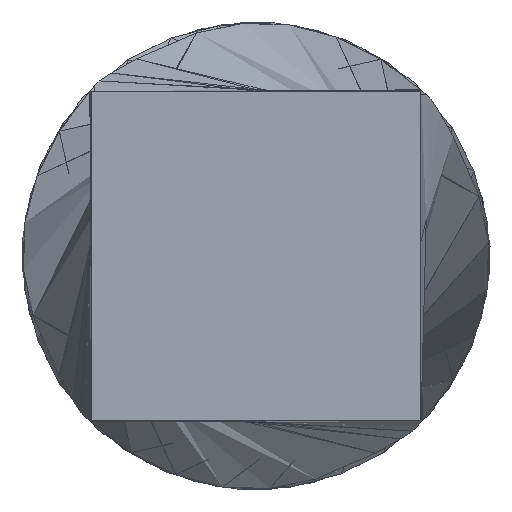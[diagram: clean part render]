
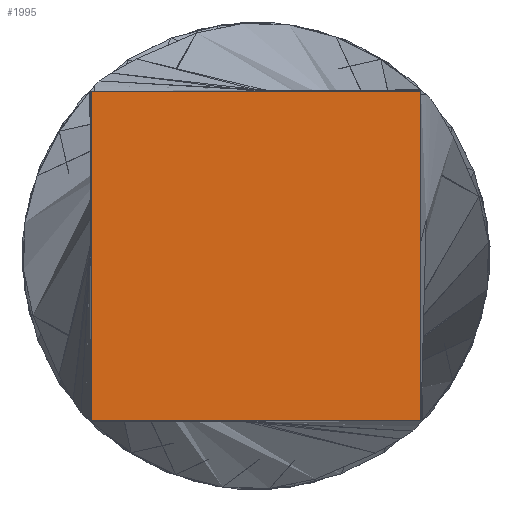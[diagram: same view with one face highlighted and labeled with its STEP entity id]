
A CAD part, front view. The second image highlights one B-rep face of the part: STEP entity #1995.
In plain terms, the highlighted planar face has unit normal (0, -1, 0).
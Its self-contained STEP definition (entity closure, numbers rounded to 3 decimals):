
#107 = EDGE_CURVE ( 'NONE', #1691, #801, #4038, .T. ) ;
#426 = CARTESIAN_POINT ( 'NONE',  ( 6., 0., -6. ) ) ;
#456 = CARTESIAN_POINT ( 'NONE',  ( 6., 0., -6. ) ) ;
#801 = VERTEX_POINT ( 'NONE', #3858 ) ;
#984 = VECTOR ( 'NONE', #9724, 1000. ) ;
#1041 = DIRECTION ( 'NONE',  ( 0., 1., 0. ) ) ;
#1148 = ORIENTED_EDGE ( 'NONE', *, *, #4895, .T. ) ;
#1494 = VECTOR ( 'NONE', #4387, 1000. ) ;
#1691 = VERTEX_POINT ( 'NONE', #5836 ) ;
#1995 = ADVANCED_FACE ( 'NONE', ( #5767 ), #7490, .F. ) ;
#2358 = CARTESIAN_POINT ( 'NONE',  ( 6., 0., 6. ) ) ;
#2495 = LINE ( 'NONE', #456, #3888 ) ;
#2786 = EDGE_CURVE ( 'NONE', #801, #3079, #3821, .T. ) ;
#3079 = VERTEX_POINT ( 'NONE', #426 ) ;
#3416 = LINE ( 'NONE', #6029, #1494 ) ;
#3611 = EDGE_LOOP ( 'NONE', ( #8196, #1148, #10282, #5021 ) ) ;
#3821 = LINE ( 'NONE', #8021, #984 ) ;
#3858 = CARTESIAN_POINT ( 'NONE',  ( -6., 0., -6. ) ) ;
#3884 = DIRECTION ( 'NONE',  ( 0., 0., 1. ) ) ;
#3888 = VECTOR ( 'NONE', #3884, 1000. ) ;
#4038 = LINE ( 'NONE', #4660, #9160 ) ;
#4387 = DIRECTION ( 'NONE',  ( -1., 0., 0. ) ) ;
#4660 = CARTESIAN_POINT ( 'NONE',  ( -6., 0., 6. ) ) ;
#4895 = EDGE_CURVE ( 'NONE', #10719, #1691, #3416, .T. ) ;
#5021 = ORIENTED_EDGE ( 'NONE', *, *, #2786, .T. ) ;
#5767 = FACE_OUTER_BOUND ( 'NONE', #3611, .T. ) ;
#5836 = CARTESIAN_POINT ( 'NONE',  ( -6., 0., 6. ) ) ;
#6029 = CARTESIAN_POINT ( 'NONE',  ( 6., 0., 6. ) ) ;
#6079 = AXIS2_PLACEMENT_3D ( 'NONE', #7111, #1041, #10189 ) ;
#7111 = CARTESIAN_POINT ( 'NONE',  ( 0., 0., 0. ) ) ;
#7490 = PLANE ( 'NONE',  #6079 ) ;
#8021 = CARTESIAN_POINT ( 'NONE',  ( -6., 0., -6. ) ) ;
#8047 = DIRECTION ( 'NONE',  ( 0., 0., -1. ) ) ;
#8196 = ORIENTED_EDGE ( 'NONE', *, *, #9746, .T. ) ;
#9160 = VECTOR ( 'NONE', #8047, 1000. ) ;
#9724 = DIRECTION ( 'NONE',  ( 1., 0., 0. ) ) ;
#9746 = EDGE_CURVE ( 'NONE', #3079, #10719, #2495, .T. ) ;
#10189 = DIRECTION ( 'NONE',  ( 0., 0., 1. ) ) ;
#10282 = ORIENTED_EDGE ( 'NONE', *, *, #107, .T. ) ;
#10719 = VERTEX_POINT ( 'NONE', #2358 ) ;
